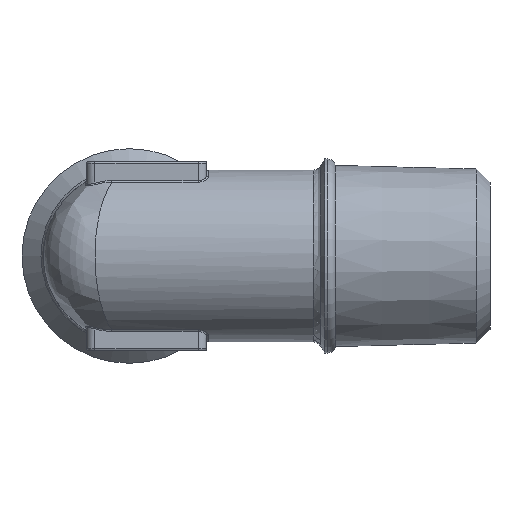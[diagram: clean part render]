
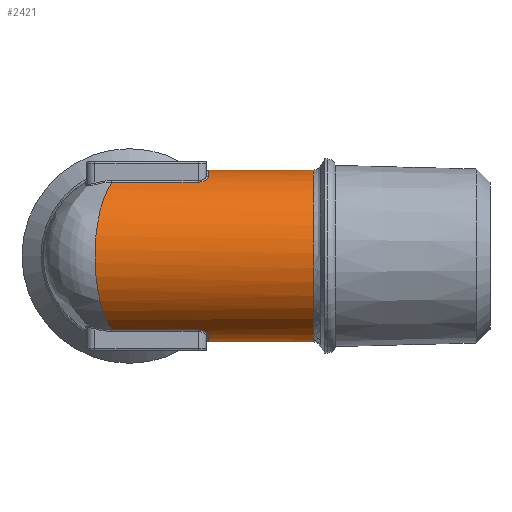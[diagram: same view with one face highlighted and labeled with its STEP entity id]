
A CAD part, left-side view. The second image highlights one B-rep face of the part: STEP entity #2421.
In plain terms, the highlighted cylindrical face has radius 5 mm (diameter 10 mm), a full revolution.
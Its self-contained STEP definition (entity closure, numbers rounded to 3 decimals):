
#57=B_SPLINE_CURVE_WITH_KNOTS('',3,(#3518,#3519,#3520,#3521),
 .UNSPECIFIED.,.F.,.F.,(4,4),(0.,1.),.UNSPECIFIED.);
#61=B_SPLINE_CURVE_WITH_KNOTS('',3,(#3590,#3591,#3592,#3593),
 .UNSPECIFIED.,.F.,.F.,(4,4),(0.,1.),.UNSPECIFIED.);
#65=B_SPLINE_CURVE_WITH_KNOTS('',3,(#3649,#3650,#3651,#3652),
 .UNSPECIFIED.,.F.,.F.,(4,4),(0.,0.),.UNSPECIFIED.);
#80=B_SPLINE_CURVE_WITH_KNOTS('',3,(#3919,#3920,#3921,#3922),
 .UNSPECIFIED.,.F.,.F.,(4,4),(0.,1.),.UNSPECIFIED.);
#83=B_SPLINE_CURVE_WITH_KNOTS('',3,(#3954,#3955,#3956,#3957),
 .UNSPECIFIED.,.F.,.F.,(4,4),(0.,0.),.UNSPECIFIED.);
#85=B_SPLINE_CURVE_WITH_KNOTS('',3,(#3996,#3997,#3998,#3999),
 .UNSPECIFIED.,.F.,.F.,(4,4),(0.,1.),.UNSPECIFIED.);
#86=B_SPLINE_CURVE_WITH_KNOTS('',3,(#4054,#4055,#4056,#4057,#4058,#4059,
#4060,#4061,#4062,#4063,#4064,#4065,#4066,#4067,#4068,#4069,#4070,#4071,
#4072,#4073,#4074,#4075,#4076),.UNSPECIFIED.,.F.,.F.,(4,1,1,1,1,1,1,1,1,
1,1,1,1,1,1,1,1,1,1,1,4),(0.,0.063,0.094,0.125,0.156,0.188,0.25,0.313,
0.375,0.438,0.5,0.563,0.625,0.688,0.75,0.813,0.844,0.875,0.906,
0.938,1.),.UNSPECIFIED.);
#88=B_SPLINE_CURVE_WITH_KNOTS('',3,(#4228,#4229,#4230,#4231,#4232,#4233,
#4234,#4235,#4236,#4237,#4238,#4239,#4240,#4241,#4242,#4243,#4244,#4245,
#4246,#4247,#4248,#4249,#4250),.UNSPECIFIED.,.F.,.F.,(4,1,1,1,1,1,1,1,1,
1,1,1,1,1,1,1,1,1,1,1,4),(0.,0.063,0.094,0.125,0.156,0.188,0.25,0.313,
0.375,0.438,0.5,0.563,0.625,0.688,0.75,0.813,0.844,0.875,0.906,
0.938,1.),.UNSPECIFIED.);
#146=LINE('',#3455,#210);
#150=LINE('',#3628,#214);
#155=LINE('',#3867,#219);
#158=LINE('',#3969,#222);
#210=VECTOR('',#2880,1000.);
#214=VECTOR('',#2910,1000.);
#219=VECTOR('',#2949,1000.);
#222=VECTOR('',#2970,1000.);
#281=CYLINDRICAL_SURFACE('',#2621,5.);
#683=ORIENTED_EDGE('',*,*,#953,.T.);
#684=ORIENTED_EDGE('',*,*,#854,.T.);
#685=ORIENTED_EDGE('',*,*,#848,.T.);
#686=ORIENTED_EDGE('',*,*,#842,.T.);
#687=ORIENTED_EDGE('',*,*,#943,.T.);
#688=ORIENTED_EDGE('',*,*,#898,.T.);
#689=ORIENTED_EDGE('',*,*,#904,.T.);
#690=ORIENTED_EDGE('',*,*,#910,.T.);
#691=ORIENTED_EDGE('',*,*,#916,.T.);
#692=ORIENTED_EDGE('',*,*,#914,.T.);
#693=ORIENTED_EDGE('',*,*,#908,.T.);
#694=ORIENTED_EDGE('',*,*,#917,.T.);
#695=ORIENTED_EDGE('',*,*,#868,.T.);
#696=ORIENTED_EDGE('',*,*,#866,.T.);
#697=ORIENTED_EDGE('',*,*,#860,.T.);
#842=EDGE_CURVE('',#1037,#1033,#146,.T.);
#848=EDGE_CURVE('',#1041,#1037,#57,.T.);
#854=EDGE_CURVE('',#1045,#1041,#1179,.T.);
#860=EDGE_CURVE('',#1049,#1045,#61,.T.);
#866=EDGE_CURVE('',#1053,#1049,#150,.T.);
#868=EDGE_CURVE('',#1052,#1053,#65,.T.);
#898=EDGE_CURVE('',#1072,#1076,#155,.T.);
#904=EDGE_CURVE('',#1076,#1080,#80,.T.);
#908=EDGE_CURVE('',#1081,#1077,#83,.T.);
#910=EDGE_CURVE('',#1080,#1084,#1201,.T.);
#914=EDGE_CURVE('',#1085,#1081,#158,.T.);
#916=EDGE_CURVE('',#1084,#1085,#85,.T.);
#917=EDGE_CURVE('',#1077,#1052,#86,.T.);
#943=EDGE_CURVE('',#1033,#1072,#88,.T.);
#953=EDGE_CURVE('',#1095,#1095,#1211,.T.);
#1033=VERTEX_POINT('',#3434);
#1037=VERTEX_POINT('',#3452);
#1041=VERTEX_POINT('',#3508);
#1045=VERTEX_POINT('',#3530);
#1049=VERTEX_POINT('',#3580);
#1052=VERTEX_POINT('',#3614);
#1053=VERTEX_POINT('',#3625);
#1072=VERTEX_POINT('',#3827);
#1076=VERTEX_POINT('',#3866);
#1077=VERTEX_POINT('',#3888);
#1080=VERTEX_POINT('',#3918);
#1081=VERTEX_POINT('',#3948);
#1084=VERTEX_POINT('',#3961);
#1085=VERTEX_POINT('',#3966);
#1095=VERTEX_POINT('',#4306);
#1179=CIRCLE('',#2552,5.);
#1201=CIRCLE('',#2580,5.);
#1211=CIRCLE('',#2622,5.);
#1325=EDGE_LOOP('',(#683));
#1326=EDGE_LOOP('',(#684,#685,#686,#687,#688,#689,#690,#691,#692,#693,#694,
#695,#696,#697));
#1468=FACE_BOUND('',#1325,.T.);
#1469=FACE_BOUND('',#1326,.T.);
#2421=ADVANCED_FACE('',(#1468,#1469),#281,.T.);
#2552=AXIS2_PLACEMENT_3D('',#3533,#2897,#2898);
#2580=AXIS2_PLACEMENT_3D('',#3962,#2961,#2962);
#2621=AXIS2_PLACEMENT_3D('',#4304,#3069,#3070);
#2622=AXIS2_PLACEMENT_3D('',#4305,#3071,#3072);
#2880=DIRECTION('',(0.,1.,0.));
#2897=DIRECTION('',(0.,-1.,0.));
#2898=DIRECTION('',(-1.,0.,0.));
#2910=DIRECTION('',(0.,-1.,0.));
#2949=DIRECTION('',(0.,-1.,0.));
#2961=DIRECTION('',(0.,-1.,0.));
#2962=DIRECTION('',(-1.,0.,0.));
#2970=DIRECTION('',(0.,1.,0.));
#3069=DIRECTION('',(0.,-1.,0.));
#3070=DIRECTION('',(0.,0.,-1.));
#3071=DIRECTION('',(0.,1.,0.));
#3072=DIRECTION('',(0.,0.,1.));
#3434=CARTESIAN_POINT('',(-2.549,1.02,4.301));
#3452=CARTESIAN_POINT('',(-2.549,-4.,4.301));
#3455=CARTESIAN_POINT('',(-2.549,14.142,4.301));
#3508=CARTESIAN_POINT('',(-1.961,-4.6,4.599));
#3518=CARTESIAN_POINT('',(-1.961,-4.6,4.599));
#3519=CARTESIAN_POINT('',(-2.267,-4.6,4.469));
#3520=CARTESIAN_POINT('',(-2.549,-4.332,4.302));
#3521=CARTESIAN_POINT('',(-2.549,-4.,4.301));
#3530=CARTESIAN_POINT('',(1.961,-4.6,4.599));
#3533=CARTESIAN_POINT('',(0.,-4.6,0.));
#3580=CARTESIAN_POINT('',(2.549,-4.,4.301));
#3590=CARTESIAN_POINT('',(2.549,-4.,4.301));
#3591=CARTESIAN_POINT('',(2.549,-4.326,4.302));
#3592=CARTESIAN_POINT('',(2.266,-4.6,4.469));
#3593=CARTESIAN_POINT('',(1.961,-4.6,4.599));
#3614=CARTESIAN_POINT('',(2.582,-2.84,4.282));
#3625=CARTESIAN_POINT('',(2.549,-3.,4.301));
#3628=CARTESIAN_POINT('',(2.549,14.142,4.301));
#3649=CARTESIAN_POINT('',(2.582,-2.84,4.282));
#3650=CARTESIAN_POINT('',(2.56,-2.89,4.295));
#3651=CARTESIAN_POINT('',(2.549,-2.944,4.301));
#3652=CARTESIAN_POINT('',(2.549,-3.,4.301));
#3827=CARTESIAN_POINT('',(-2.549,1.02,-4.301));
#3866=CARTESIAN_POINT('',(-2.549,-4.,-4.301));
#3867=CARTESIAN_POINT('',(-2.549,14.142,-4.301));
#3888=CARTESIAN_POINT('',(2.582,-2.84,-4.282));
#3918=CARTESIAN_POINT('',(-1.961,-4.6,-4.599));
#3919=CARTESIAN_POINT('',(-2.549,-4.,-4.301));
#3920=CARTESIAN_POINT('',(-2.549,-4.326,-4.302));
#3921=CARTESIAN_POINT('',(-2.266,-4.6,-4.469));
#3922=CARTESIAN_POINT('',(-1.961,-4.6,-4.599));
#3948=CARTESIAN_POINT('',(2.549,-3.,-4.301));
#3954=CARTESIAN_POINT('',(2.549,-3.,-4.301));
#3955=CARTESIAN_POINT('',(2.549,-2.944,-4.301));
#3956=CARTESIAN_POINT('',(2.56,-2.89,-4.295));
#3957=CARTESIAN_POINT('',(2.582,-2.84,-4.282));
#3961=CARTESIAN_POINT('',(1.961,-4.6,-4.599));
#3962=CARTESIAN_POINT('',(0.,-4.6,0.));
#3966=CARTESIAN_POINT('',(2.549,-4.,-4.301));
#3969=CARTESIAN_POINT('',(2.549,14.142,-4.301));
#3996=CARTESIAN_POINT('',(1.961,-4.6,-4.599));
#3997=CARTESIAN_POINT('',(2.267,-4.6,-4.469));
#3998=CARTESIAN_POINT('',(2.549,-4.332,-4.302));
#3999=CARTESIAN_POINT('',(2.549,-4.,-4.301));
#4054=CARTESIAN_POINT('',(2.582,-2.84,-4.282));
#4055=CARTESIAN_POINT('',(2.752,-3.027,-4.179));
#4056=CARTESIAN_POINT('',(2.99,-3.288,-4.016));
#4057=CARTESIAN_POINT('',(3.283,-3.611,-3.774));
#4058=CARTESIAN_POINT('',(3.47,-3.817,-3.604));
#4059=CARTESIAN_POINT('',(3.708,-4.079,-3.36));
#4060=CARTESIAN_POINT('',(3.979,-4.376,-3.039));
#4061=CARTESIAN_POINT('',(4.263,-4.689,-2.641));
#4062=CARTESIAN_POINT('',(4.596,-5.056,-2.007));
#4063=CARTESIAN_POINT('',(4.815,-5.297,-1.401));
#4064=CARTESIAN_POINT('',(4.969,-5.466,-0.695));
#4065=CARTESIAN_POINT('',(5.015,-5.517,0.));
#4066=CARTESIAN_POINT('',(4.969,-5.466,0.695));
#4067=CARTESIAN_POINT('',(4.815,-5.297,1.401));
#4068=CARTESIAN_POINT('',(4.596,-5.056,2.007));
#4069=CARTESIAN_POINT('',(4.263,-4.689,2.641));
#4070=CARTESIAN_POINT('',(3.979,-4.376,3.039));
#4071=CARTESIAN_POINT('',(3.708,-4.079,3.36));
#4072=CARTESIAN_POINT('',(3.47,-3.817,3.604));
#4073=CARTESIAN_POINT('',(3.283,-3.611,3.774));
#4074=CARTESIAN_POINT('',(2.99,-3.288,4.016));
#4075=CARTESIAN_POINT('',(2.752,-3.027,4.179));
#4076=CARTESIAN_POINT('',(2.582,-2.84,4.282));
#4228=CARTESIAN_POINT('',(-2.549,1.02,4.301));
#4229=CARTESIAN_POINT('',(-2.721,1.088,4.2));
#4230=CARTESIAN_POINT('',(-2.961,1.184,4.037));
#4231=CARTESIAN_POINT('',(-3.258,1.303,3.796));
#4232=CARTESIAN_POINT('',(-3.447,1.379,3.626));
#4233=CARTESIAN_POINT('',(-3.688,1.475,3.382));
#4234=CARTESIAN_POINT('',(-3.962,1.585,3.061));
#4235=CARTESIAN_POINT('',(-4.25,1.7,2.662));
#4236=CARTESIAN_POINT('',(-4.59,1.836,2.024));
#4237=CARTESIAN_POINT('',(-4.812,1.925,1.413));
#4238=CARTESIAN_POINT('',(-4.969,1.987,0.701));
#4239=CARTESIAN_POINT('',(-5.016,2.006,0.));
#4240=CARTESIAN_POINT('',(-4.969,1.987,-0.701));
#4241=CARTESIAN_POINT('',(-4.812,1.925,-1.413));
#4242=CARTESIAN_POINT('',(-4.59,1.836,-2.023));
#4243=CARTESIAN_POINT('',(-4.25,1.7,-2.662));
#4244=CARTESIAN_POINT('',(-3.962,1.585,-3.061));
#4245=CARTESIAN_POINT('',(-3.688,1.475,-3.382));
#4246=CARTESIAN_POINT('',(-3.447,1.379,-3.626));
#4247=CARTESIAN_POINT('',(-3.258,1.303,-3.796));
#4248=CARTESIAN_POINT('',(-2.961,1.184,-4.037));
#4249=CARTESIAN_POINT('',(-2.721,1.088,-4.2));
#4250=CARTESIAN_POINT('',(-2.549,1.02,-4.301));
#4304=CARTESIAN_POINT('',(0.,14.142,0.));
#4305=CARTESIAN_POINT('',(0.,-10.711,0.));
#4306=CARTESIAN_POINT('',(0.,-10.711,5.));
